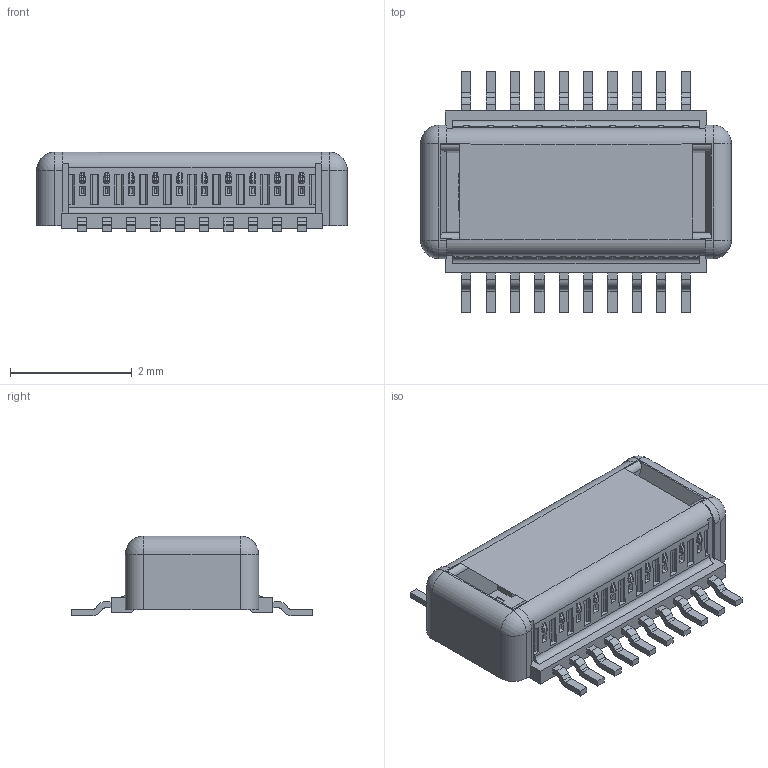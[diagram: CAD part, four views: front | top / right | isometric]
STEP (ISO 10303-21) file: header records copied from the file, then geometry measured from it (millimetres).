
FILE_DESCRIPTION( ('This file contains a STEP AP42 implementation' ,'as created by ZW3D STEP Interface translator.') ,'2;1' );
FILE_NAME( '3631-PXXX-013MXXR01.stp' ,'23 315.113910', (''), ('ZWCAD Software Co.'), 'Version 1.0', 'ZW3D to STEP translator', '' );
FILE_SCHEMA(('AUTOMOTIVE_DESIGN { 1 0 10303 214 1 1 1 1 }'));
Length unit declared in the file: millimetre
Products named in the file (2): 0; 3631-PXXX-013MXXR01
Bounding box: 5.1 x 3.96 x 1.31 mm (x, y, z)
Volume: 9 mm3; surface area: 64.6 mm2
Topology: 1 solids, 11 shells, 1158 faces, 2909 edges, 1764 vertices
Faces by surface type: plane 705, cylinder 329, bspline 80, torus 40, sphere 4
Entity records: 71771 total; most frequent: CARTESIAN_POINT 43801, ORIENTED_EDGE 5716, DIRECTION 5158, EDGE_CURVE 2858, VECTOR 2196, LINE 2196, VERTEX_POINT 1764, AXIS2_PLACEMENT_3D 1481
